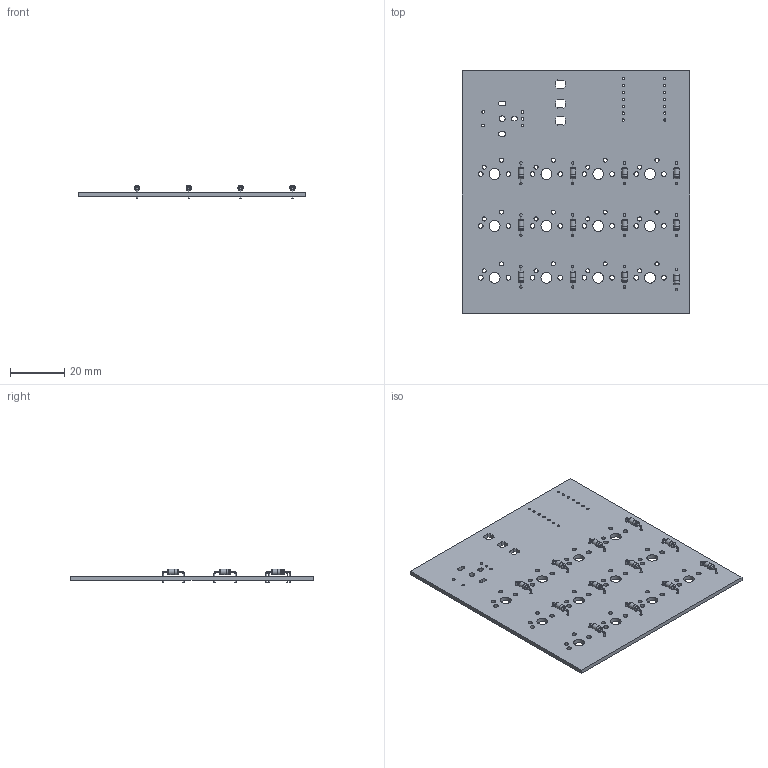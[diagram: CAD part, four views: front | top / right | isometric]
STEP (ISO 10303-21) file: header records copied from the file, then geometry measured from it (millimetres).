
FILE_DESCRIPTION(/* description */ ('KiCad electronic assembly'),/* implementation_level */ '2;1');
FILE_NAME(/* name */ 'PCB CAD.step',/* time_stamp */ '2026-02-09T19:21:52+05:30',/* author */ (''),/* organization */ (''),/* preprocessor_version */ 'ST-DEVELOPER v20.1',/* originating_system */ 'Autodesk Translation Framework v14.24.0.0',/* authorisation */ '');
FILE_SCHEMA (('AUTOMOTIVE_DESIGN { 1 0 10303 214 3 1 1 }'));
Length unit declared in the file: millimetre
Products named in the file (3): PCB CAD 1; PCB_PCB; D_DO-35_SOD27_P7.62mm_Horizontal
Assembly tree (13 placements, depth 2):
  PCB CAD 1
    D_DO-35_SOD27_P7.62mm_Horizontal  x12
    PCB_PCB
Bounding box: 83.47 x 89.05 x 5.01 mm (x, y, z)
Volume: 10929.8 mm3; surface area: 16259.9 mm2
Topology: 25 solids, 25 shells, 386 faces, 912 edges, 600 vertices
Faces by surface type: cylinder 182, plane 156, torus 48
Full cylindrical faces by diameter (mm): 0.5 x36, 0.8 x24, 0.889 x14, 1 x5, 1.5 x24, 1.7 x24, 2 x24, 2.02 x12, 2.1 x1, 4 x12
Entity records: 7630 total; most frequent: DIRECTION 1298, CARTESIAN_POINT 1232, ORIENTED_EDGE 1208, EDGE_CURVE 604, AXIS2_PLACEMENT_3D 468, EDGE_LOOP 432, VERTEX_POINT 402, LINE 362
